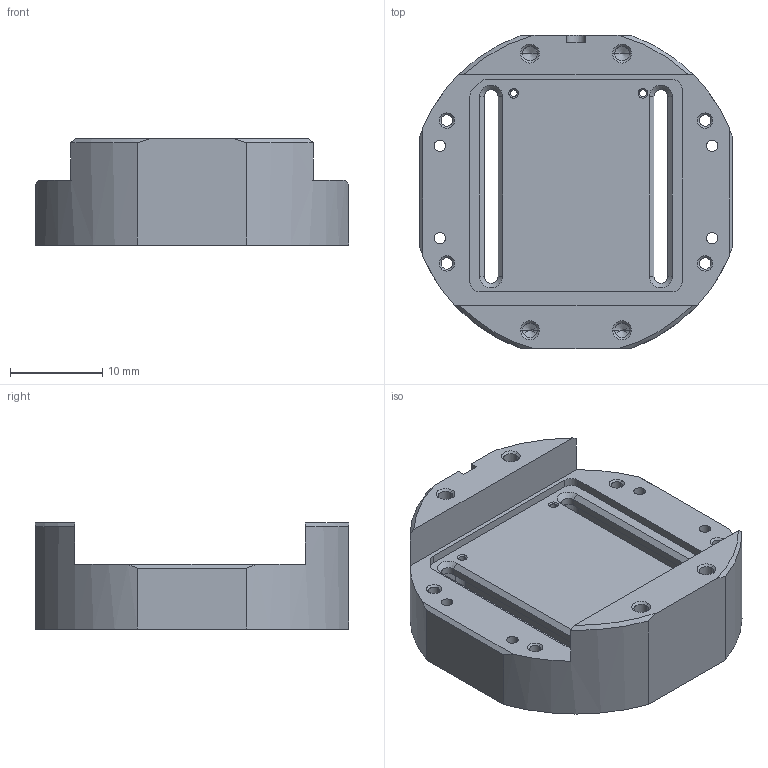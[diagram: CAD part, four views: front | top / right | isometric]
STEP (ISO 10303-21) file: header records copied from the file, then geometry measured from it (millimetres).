
FILE_DESCRIPTION (( 'STEP AP214' ), '1' );
FILE_NAME ('庈狪.301417.017 - 冓儰僗闉.STEP', '2024-11-22T07:31:36', ( '' ), ( '' ), 'SwSTEP 2.0', 'SolidWorks 2023', '' );
FILE_SCHEMA (( 'AUTOMOTIVE_DESIGN' ));
Length unit declared in the file: millimetre
Products named in the file (1): КРПГ.301417.017 - Радиатор
Bounding box: 34 x 34 x 11.5 mm (x, y, z)
Volume: 5873 mm3; surface area: 4169.6 mm2
Topology: 1 solids, 1 shells, 169 faces, 445 edges, 278 vertices
Faces by surface type: cylinder 76, plane 49, cone 44
Entity records: 5834 total; most frequent: DIRECTION 957, CARTESIAN_POINT 921, ORIENTED_EDGE 874, EDGE_CURVE 437, AXIS2_PLACEMENT_3D 362, VERTEX_POINT 278, LINE 233, VECTOR 233
